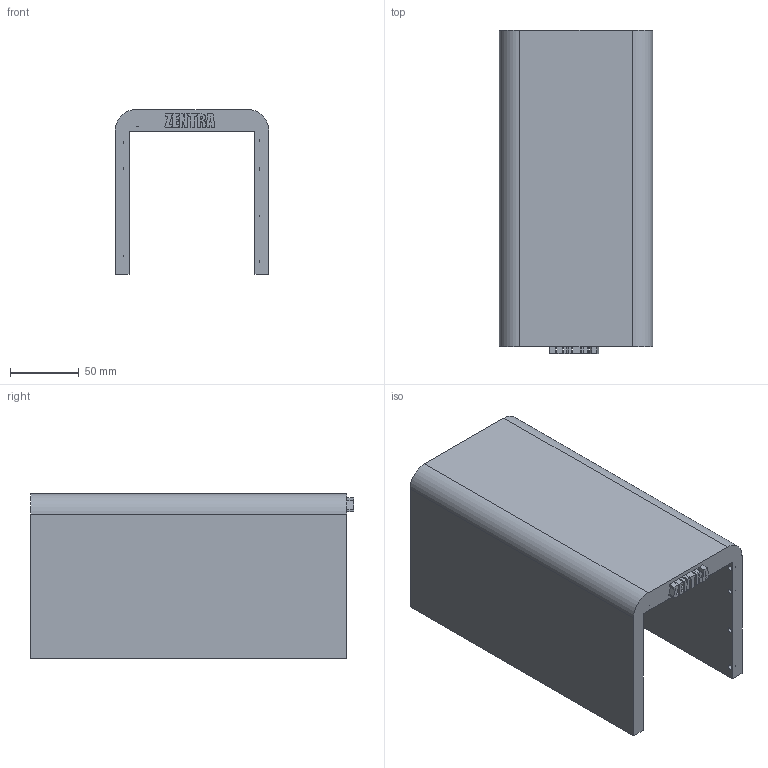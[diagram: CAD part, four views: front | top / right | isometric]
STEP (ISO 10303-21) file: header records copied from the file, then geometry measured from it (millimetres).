
FILE_DESCRIPTION(/* description */ (''),/* implementation_level */ '2;1');
FILE_NAME(/* name */ 'top-body.step',/* time_stamp */ '2025-08-01T16:57:54+05:30',/* author */ (''),/* organization */ (''),/* preprocessor_version */ 'ST-DEVELOPER v20.1',/* originating_system */ 'Autodesk Translation Framework v14.10.0.0',/* authorisation */ '');
FILE_SCHEMA (('AUTOMOTIVE_DESIGN { 1 0 10303 214 3 1 1 }'));
Length unit declared in the file: millimetre
Products named in the file (1): 2025-08-01-16-57-54-163
Bounding box: 111.6 x 235 x 120 mm (x, y, z)
Volume: 867177.2 mm3; surface area: 161218.9 mm2
Topology: 1 solids, 1 shells, 146 faces, 335 edges, 223 vertices
Faces by surface type: plane 104, cylinder 26, bspline 16
Full cylindrical faces by diameter (mm): 3.5 x24
Entity records: 4289 total; most frequent: CARTESIAN_POINT 977, ORIENTED_EDGE 670, DIRECTION 617, EDGE_CURVE 335, LINE 251, VECTOR 251, VERTEX_POINT 223, AXIS2_PLACEMENT_3D 183
